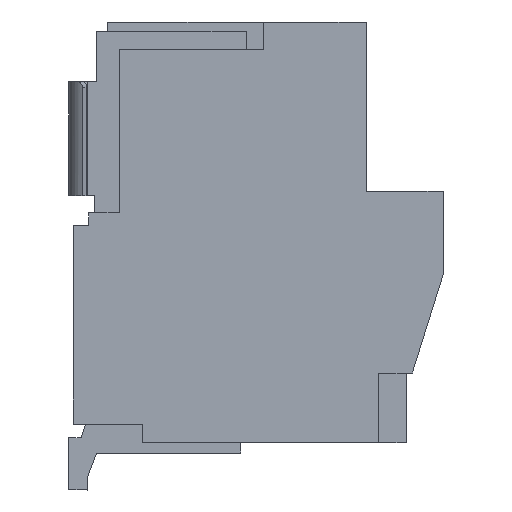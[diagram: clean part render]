
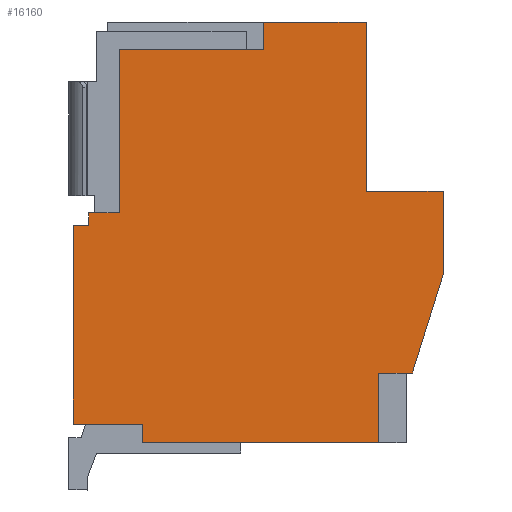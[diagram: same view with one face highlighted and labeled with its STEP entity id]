
A CAD part, front view. The second image highlights one B-rep face of the part: STEP entity #16160.
In plain terms, the highlighted planar face has unit normal (0, -1, 0).
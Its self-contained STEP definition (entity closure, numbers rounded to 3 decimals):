
#60=CARTESIAN_POINT('',(-34.643,-18.715,
130.315));
#70=DIRECTION('',(-1.,0.,0.));
#80=VECTOR('',#70,1.);
#90=LINE('',#60,#80);
#100=CARTESIAN_POINT('',(-34.551,-18.715,
130.315));
#110=VERTEX_POINT('',#100);
#120=CARTESIAN_POINT('',(-36.891,-18.715,
130.315));
#130=VERTEX_POINT('',#120);
#140=EDGE_CURVE('',#110,#130,#90,.T.);
#1920=CARTESIAN_POINT('',(-32.681,-18.715,
123.935));
#1930=VERTEX_POINT('',#1920);
#1960=CARTESIAN_POINT('',(-32.681,-18.715,
127.215));
#1970=DIRECTION('',(0.,0.,-1.));
#1980=VECTOR('',#1970,1.);
#1990=LINE('',#1960,#1980);
#2000=CARTESIAN_POINT('',(-32.681,-18.715,
125.065));
#2010=VERTEX_POINT('',#2000);
#2020=EDGE_CURVE('',#2010,#1930,#1990,.T.);
#2630=CARTESIAN_POINT('',(-36.521,-18.715,
124.235));
#2640=VERTEX_POINT('',#2630);
#2690=CARTESIAN_POINT('',(-36.521,-18.715,
127.215));
#2700=DIRECTION('',(0.,0.,-1.));
#2710=VECTOR('',#2700,1.);
#2720=LINE('',#2690,#2710);
#2730=CARTESIAN_POINT('',(-36.521,-18.715,
123.935));
#2740=VERTEX_POINT('',#2730);
#2750=EDGE_CURVE('',#2640,#2740,#2720,.T.);
#6000=CARTESIAN_POINT('',(-37.391,-18.715,
127.665));
#6010=VERTEX_POINT('',#6000);
#6040=CARTESIAN_POINT('',(-37.391,-18.715,0.));
#6050=DIRECTION('',(0.,0.,1.));
#6060=VECTOR('',#6050,1.);
#6070=LINE('',#6040,#6060);
#6080=CARTESIAN_POINT('',(-37.391,-18.715,
127.465));
#6090=VERTEX_POINT('',#6080);
#6100=EDGE_CURVE('',#6090,#6010,#6070,.T.);
#8950=CARTESIAN_POINT('',(-32.881,-18.715,
130.765));
#8960=VERTEX_POINT('',#8950);
#8990=CARTESIAN_POINT('',(-34.643,-18.715,
130.765));
#9000=DIRECTION('',(-1.,0.,0.));
#9010=VECTOR('',#9000,1.);
#9020=LINE('',#8990,#9010);
#9030=CARTESIAN_POINT('',(-34.551,-18.715,
130.765));
#9040=VERTEX_POINT('',#9030);
#9050=EDGE_CURVE('',#8960,#9040,#9020,.T.);
#11440=CARTESIAN_POINT('',(0.,-18.715,127.465));
#11450=DIRECTION('',(1.,0.,0.));
#11460=VECTOR('',#11450,1.);
#11470=LINE('',#11440,#11460);
#11480=CARTESIAN_POINT('',(-37.641,-18.715,
127.465));
#11490=VERTEX_POINT('',#11480);
#11500=EDGE_CURVE('',#11490,#6090,#11470,.T.);
#15250=CARTESIAN_POINT('',(-34.601,-18.715,
127.125));
#15260=DIRECTION('',(0.,1.,0.));
#15270=DIRECTION('',(0.,0.,1.));
#15280=AXIS2_PLACEMENT_3D('',#15250,#15260,#15270);
#15290=PLANE('',#15280);
#15300=ORIENTED_EDGE('',*,*,#6100,.F.);
#15310=CARTESIAN_POINT('',(0.,-18.715,127.665));
#15320=DIRECTION('',(1.,0.,0.));
#15330=VECTOR('',#15320,1.);
#15340=LINE('',#15310,#15330);
#15350=CARTESIAN_POINT('',(-36.891,-18.715,
127.665));
#15360=VERTEX_POINT('',#15350);
#15370=EDGE_CURVE('',#6010,#15360,#15340,.T.);
#15380=ORIENTED_EDGE('',*,*,#15370,.F.);
#15390=CARTESIAN_POINT('',(-36.891,-18.715,
127.215));
#15400=DIRECTION('',(0.,0.,1.));
#15410=VECTOR('',#15400,1.);
#15420=LINE('',#15390,#15410);
#15430=EDGE_CURVE('',#15360,#130,#15420,.T.);
#15440=ORIENTED_EDGE('',*,*,#15430,.F.);
#15450=ORIENTED_EDGE('',*,*,#140,.T.);
#15460=CARTESIAN_POINT('',(-34.551,-18.715,
127.215));
#15470=DIRECTION('',(0.,0.,-1.));
#15480=VECTOR('',#15470,1.);
#15490=LINE('',#15460,#15480);
#15500=EDGE_CURVE('',#9040,#110,#15490,.T.);
#15510=ORIENTED_EDGE('',*,*,#15500,.T.);
#15520=ORIENTED_EDGE('',*,*,#9050,.T.);
#15530=CARTESIAN_POINT('',(-32.881,-18.715,
127.215));
#15540=DIRECTION('',(0.,0.,-1.));
#15550=VECTOR('',#15540,1.);
#15560=LINE('',#15530,#15550);
#15570=CARTESIAN_POINT('',(-32.881,-18.715,
128.015));
#15580=VERTEX_POINT('',#15570);
#15590=EDGE_CURVE('',#8960,#15580,#15560,.T.);
#15600=ORIENTED_EDGE('',*,*,#15590,.F.);
#15610=CARTESIAN_POINT('',(-34.643,-18.715,
128.015));
#15620=DIRECTION('',(1.,0.,0.));
#15630=VECTOR('',#15620,1.);
#15640=LINE('',#15610,#15630);
#15650=CARTESIAN_POINT('',(-31.631,-18.715,
128.015));
#15660=VERTEX_POINT('',#15650);
#15670=EDGE_CURVE('',#15580,#15660,#15640,.T.);
#15680=ORIENTED_EDGE('',*,*,#15670,.F.);
#15690=CARTESIAN_POINT('',(-31.631,-18.715,
127.215));
#15700=DIRECTION('',(0.,0.,1.));
#15710=VECTOR('',#15700,1.);
#15720=LINE('',#15690,#15710);
#15730=CARTESIAN_POINT('',(-31.631,-18.715,
126.665));
#15740=VERTEX_POINT('',#15730);
#15750=EDGE_CURVE('',#15740,#15660,#15720,.T.);
#15760=ORIENTED_EDGE('',*,*,#15750,.T.);
#15770=CARTESIAN_POINT('',(-31.46,-18.715,
127.215));
#15780=DIRECTION('',(-0.298,0.,
-0.954));
#15790=VECTOR('',#15780,1.);
#15800=LINE('',#15770,#15790);
#15810=CARTESIAN_POINT('',(-32.131,-18.715,
125.065));
#15820=VERTEX_POINT('',#15810);
#15830=EDGE_CURVE('',#15740,#15820,#15800,.T.);
#15840=ORIENTED_EDGE('',*,*,#15830,.F.);
#15850=CARTESIAN_POINT('',(-34.643,-18.715,
125.065));
#15860=DIRECTION('',(-1.,0.,0.));
#15870=VECTOR('',#15860,1.);
#15880=LINE('',#15850,#15870);
#15890=EDGE_CURVE('',#15820,#2010,#15880,.T.);
#15900=ORIENTED_EDGE('',*,*,#15890,.F.);
#15910=ORIENTED_EDGE('',*,*,#2020,.F.);
#15920=CARTESIAN_POINT('',(-34.643,-18.715,
123.935));
#15930=DIRECTION('',(1.,0.,0.));
#15940=VECTOR('',#15930,1.);
#15950=LINE('',#15920,#15940);
#15960=EDGE_CURVE('',#2740,#1930,#15950,.T.);
#15970=ORIENTED_EDGE('',*,*,#15960,.T.);
#15980=ORIENTED_EDGE('',*,*,#2750,.T.);
#15990=CARTESIAN_POINT('',(-34.643,-18.715,
124.235));
#16000=DIRECTION('',(-1.,0.,0.));
#16010=VECTOR('',#16000,1.);
#16020=LINE('',#15990,#16010);
#16030=CARTESIAN_POINT('',(-37.641,-18.715,
124.235));
#16040=VERTEX_POINT('',#16030);
#16050=EDGE_CURVE('',#2640,#16040,#16020,.T.);
#16060=ORIENTED_EDGE('',*,*,#16050,.F.);
#16070=CARTESIAN_POINT('',(-37.641,-18.715,0.));
#16080=DIRECTION('',(0.,0.,1.));
#16090=VECTOR('',#16080,1.);
#16100=LINE('',#16070,#16090);
#16110=EDGE_CURVE('',#16040,#11490,#16100,.T.);
#16120=ORIENTED_EDGE('',*,*,#16110,.F.);
#16130=ORIENTED_EDGE('',*,*,#11500,.F.);
#16140=EDGE_LOOP('',(#16130,#16120,#16060,#15980,#15970,#15910,#15900,
#15840,#15760,#15680,#15600,#15520,#15510,#15450,#15440,#15380,#15300));
#16150=FACE_OUTER_BOUND('',#16140,.T.);
#16160=ADVANCED_FACE('',(#16150),#15290,.F.);
